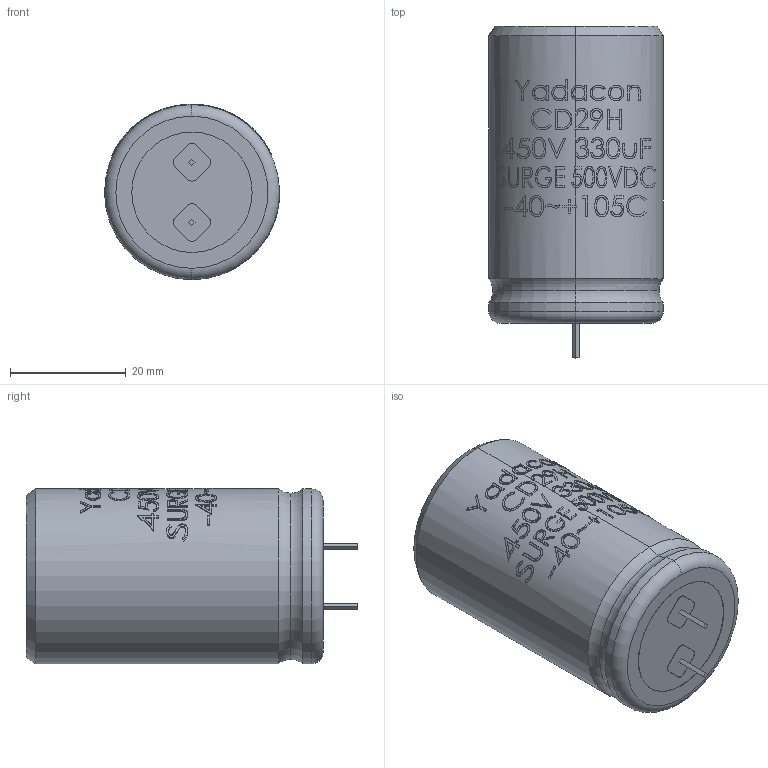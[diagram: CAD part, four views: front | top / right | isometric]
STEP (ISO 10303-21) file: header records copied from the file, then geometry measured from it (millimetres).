
FILE_DESCRIPTION (( 'STEP AP214' ), '1' );
FILE_NAME ('Yadacon 450V 330uF CD29H.STEP', '2022-12-23T11:47:50', ( '' ), ( '' ), 'SwSTEP 2.0', 'SolidWorks 2021', '' );
FILE_SCHEMA (( 'AUTOMOTIVE_DESIGN' ));
Length unit declared in the file: millimetre
Products named in the file (1): Yadacon 450V 330uF CD29H
Bounding box: 30.22 x 57.3 x 30.3 mm (x, y, z)
Volume: 36361.6 mm3; surface area: 6297.4 mm2
Topology: 1 solids, 1 shells, 634 faces, 1698 edges, 1128 vertices
Faces by surface type: plane 270, bspline 260, cylinder 96, torus 6, cone 2
Entity records: 39292 total; most frequent: CARTESIAN_POINT 18777, ORIENTED_EDGE 3396, DIRECTION 2058, EDGE_CURVE 1698, VERTEX_POINT 1128, LINE 776, VECTOR 776, EDGE_LOOP 696
